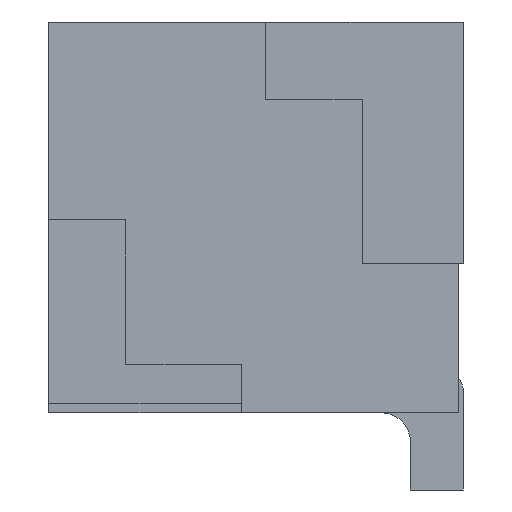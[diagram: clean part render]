
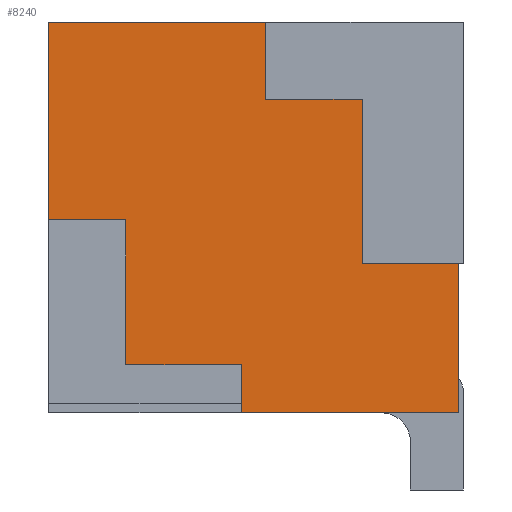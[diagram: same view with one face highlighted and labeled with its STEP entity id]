
A CAD part, left-side view. The second image highlights one B-rep face of the part: STEP entity #8240.
In plain terms, the highlighted planar face has unit normal (-1, 0, 0).
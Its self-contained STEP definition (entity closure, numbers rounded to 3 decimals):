
#7867=CARTESIAN_POINT('',(-7.25,0.0,-2.025));
#7868=VERTEX_POINT('',#7867);
#7875=CARTESIAN_POINT('',(-7.25,2.25,-2.025));
#7876=VERTEX_POINT('',#7875);
#7877=CARTESIAN_POINT('',(-7.25,4.25,-2.025));
#7878=DIRECTION('',(0.0,-1.0,0.0));
#7879=VECTOR('',#7878,1.0);
#7880=LINE('',#7877,#7879);
#7881=EDGE_CURVE('n� 981',#7876,#7868,#7880,.T.);
#8117=CARTESIAN_POINT('',(-7.25,4.25,-0.025));
#8118=VERTEX_POINT('',#8117);
#8125=CARTESIAN_POINT('',(-7.25,4.25,2.025));
#8126=VERTEX_POINT('',#8125);
#8127=CARTESIAN_POINT('',(-7.25,4.25,2.025));
#8128=DIRECTION('',(0.0,0.0,1.0));
#8129=VECTOR('',#8128,1.0);
#8130=LINE('',#8127,#8129);
#8131=EDGE_CURVE('n� 978',#8118,#8126,#8130,.T.);
#8155=CARTESIAN_POINT('',(-7.25,1.0,1.225));
#8156=VERTEX_POINT('',#8155);
#8157=CARTESIAN_POINT('',(-7.25,2.0,1.225));
#8158=VERTEX_POINT('',#8157);
#8159=CARTESIAN_POINT('',(-7.25,2.0,1.225));
#8160=DIRECTION('',(0.0,1.0,0.0));
#8161=VECTOR('',#8160,1.0);
#8162=LINE('',#8159,#8161);
#8163=EDGE_CURVE('n� 2179',#8156,#8158,#8162,.T.);
#8164=ORIENTED_EDGE('',*,*,#8163,.T.);
#8165=CARTESIAN_POINT('',(-7.25,2.0,2.025));
#8166=VERTEX_POINT('',#8165);
#8167=CARTESIAN_POINT('',(-7.25,2.0,2.025));
#8168=DIRECTION('',(0.0,0.0,1.0));
#8169=VECTOR('',#8168,1.0);
#8170=LINE('',#8167,#8169);
#8171=EDGE_CURVE('n� 2176',#8158,#8166,#8170,.T.);
#8172=ORIENTED_EDGE('',*,*,#8171,.T.);
#8173=CARTESIAN_POINT('',(-7.25,4.25,2.025));
#8174=DIRECTION('',(-0.0,-1.0,0.0));
#8175=VECTOR('',#8174,1.0);
#8176=LINE('',#8173,#8175);
#8177=EDGE_CURVE('n� 75',#8126,#8166,#8176,.T.);
#8178=ORIENTED_EDGE('',*,*,#8177,.F.);
#8179=ORIENTED_EDGE('',*,*,#8131,.F.);
#8180=CARTESIAN_POINT('',(-7.25,3.45,-0.025));
#8181=VERTEX_POINT('',#8180);
#8182=CARTESIAN_POINT('',(-7.25,3.45,-0.025));
#8183=DIRECTION('',(0.0,1.0,0.0));
#8184=VECTOR('',#8183,1.0);
#8185=LINE('',#8182,#8184);
#8186=EDGE_CURVE('n� 1046',#8181,#8118,#8185,.T.);
#8187=ORIENTED_EDGE('',*,*,#8186,.F.);
#8188=CARTESIAN_POINT('',(-7.25,3.45,-1.525));
#8189=VERTEX_POINT('',#8188);
#8190=CARTESIAN_POINT('',(-7.25,3.45,-1.525));
#8191=DIRECTION('',(0.0,0.0,1.0));
#8192=VECTOR('',#8191,1.0);
#8193=LINE('',#8190,#8192);
#8194=EDGE_CURVE('n� 1061',#8189,#8181,#8193,.T.);
#8195=ORIENTED_EDGE('',*,*,#8194,.F.);
#8196=CARTESIAN_POINT('',(-7.25,2.25,-1.525));
#8197=VERTEX_POINT('',#8196);
#8198=CARTESIAN_POINT('',(-7.25,2.25,-1.525));
#8199=DIRECTION('',(0.0,1.0,0.0));
#8200=VECTOR('',#8199,1.0);
#8201=LINE('',#8198,#8200);
#8202=EDGE_CURVE('n� 1058',#8197,#8189,#8201,.T.);
#8203=ORIENTED_EDGE('',*,*,#8202,.F.);
#8204=CARTESIAN_POINT('',(-7.25,2.25,-2.025));
#8205=DIRECTION('',(0.0,0.0,1.0));
#8206=VECTOR('',#8205,1.0);
#8207=LINE('',#8204,#8206);
#8208=EDGE_CURVE('n� 1055',#7876,#8197,#8207,.T.);
#8209=ORIENTED_EDGE('',*,*,#8208,.F.);
#8210=ORIENTED_EDGE('',*,*,#7881,.T.);
#8211=CARTESIAN_POINT('',(-7.25,0.0,-0.475));
#8212=VERTEX_POINT('',#8211);
#8213=CARTESIAN_POINT('',(-7.25,0.0,2.025));
#8214=DIRECTION('',(-0.0,0.0,1.0));
#8215=VECTOR('',#8214,1.0);
#8216=LINE('',#8213,#8215);
#8217=EDGE_CURVE('n� 49',#7868,#8212,#8216,.T.);
#8218=ORIENTED_EDGE('',*,*,#8217,.T.);
#8219=CARTESIAN_POINT('',(-7.25,1.0,-0.475));
#8220=VERTEX_POINT('',#8219);
#8221=CARTESIAN_POINT('',(-7.25,1.0,-0.475));
#8222=DIRECTION('',(0.0,1.0,0.0));
#8223=VECTOR('',#8222,1.0);
#8224=LINE('',#8221,#8223);
#8225=EDGE_CURVE('n� 2185',#8212,#8220,#8224,.T.);
#8226=ORIENTED_EDGE('',*,*,#8225,.T.);
#8227=CARTESIAN_POINT('',(-7.25,1.0,1.225));
#8228=DIRECTION('',(0.0,0.0,1.0));
#8229=VECTOR('',#8228,1.0);
#8230=LINE('',#8227,#8229);
#8231=EDGE_CURVE('n� 2182',#8220,#8156,#8230,.T.);
#8232=ORIENTED_EDGE('',*,*,#8231,.T.);
#8233=EDGE_LOOP('',(
    #8164,#8172,#8178,#8179,#8187,#8195,#8203,#8209,#8210,#8218,
    #8226,#8232));
#8234=FACE_OUTER_BOUND('',#8233,.T.);
#8235=CARTESIAN_POINT('',(-7.25,4.25,2.025));
#8236=DIRECTION('',(1.0,-0.0,0.0));
#8237=DIRECTION('',(0.0,0.0,-1.0));
#8238=AXIS2_PLACEMENT_3D('',#8235,#8236,#8237);
#8239=PLANE('',#8238);
#8240=ADVANCED_FACE('n� 81',(#8234),#8239,.F.);
